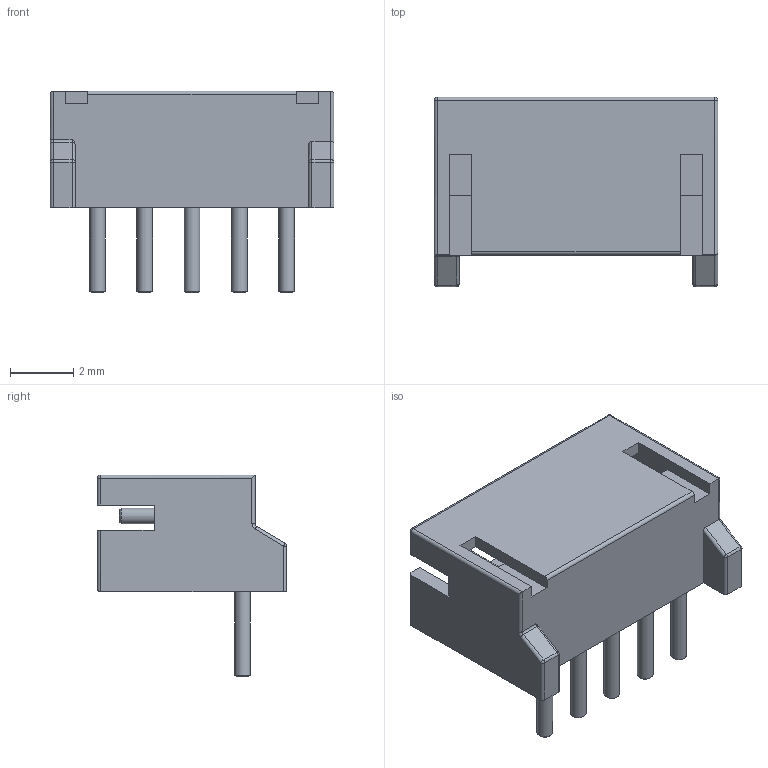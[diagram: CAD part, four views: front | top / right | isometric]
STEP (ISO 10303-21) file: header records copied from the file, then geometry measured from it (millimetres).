
FILE_DESCRIPTION( ( '' ), ' ' );
FILE_NAME( '5c3de2f2a917a214f75b1fff.step', '2019-01-15T13:41:06', ( '' ), ( '' ), ' ', ' ', ' ' );
FILE_SCHEMA( ( 'AUTOMOTIVE_DESIGN { 1 0 10303 214 1 1 1 1 }' ) );
Length unit declared in the file: metre
Products named in the file (11): Open CASCADE STEP translator 6.8 3; Open CASCADE STEP translator 6.8 2; Open CASCADE STEP translator 6.8 1
Bounding box: 9 x 6 x 6.4 mm (x, y, z)
Volume: 101.2 mm3; surface area: 314.2 mm2
Topology: 11 solids, 11 shells, 102 faces, 224 edges, 140 vertices
Faces by surface type: plane 52, cylinder 32, cone 10, sphere 6, torus 2
Full cylindrical faces by diameter (mm): 0.5 x10
Entity records: 4497 total; most frequent: DIRECTION 490, CARTESIAN_POINT 441, ORIENTED_EDGE 388, STYLED_ITEM 296, PRESENTATION_STYLE_ASSIGNMENT 296, COLOUR_RGB 296, EDGE_CURVE 194, CURVE_STYLE 194
